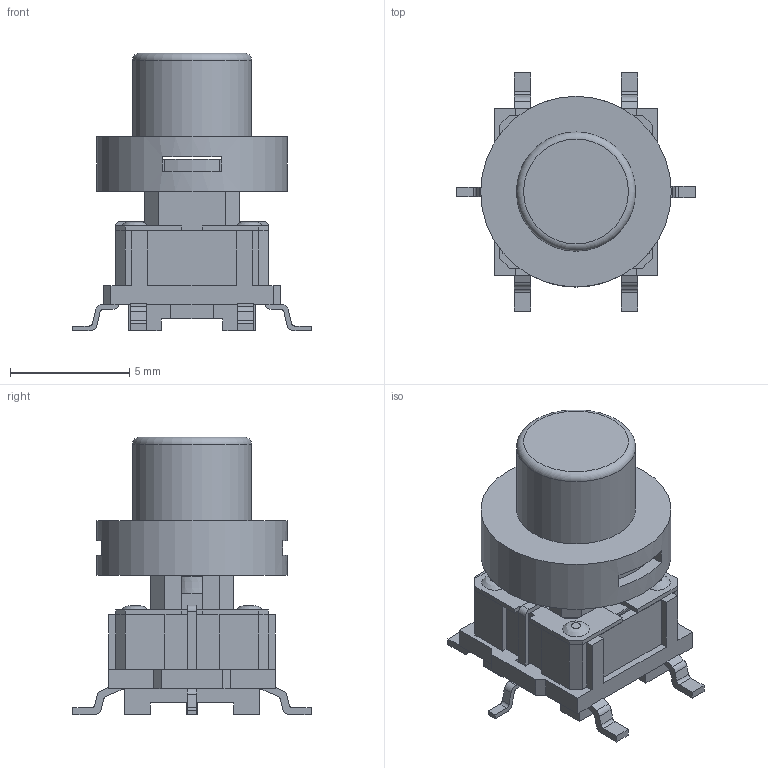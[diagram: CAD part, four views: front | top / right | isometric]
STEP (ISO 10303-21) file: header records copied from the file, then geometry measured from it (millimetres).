
FILE_DESCRIPTION(/* description */ (''),/* implementation_level */ '2;1');
FILE_NAME(/* name */ 'TL3265xQSCLR.stp',/* time_stamp */ '2024-01-02T09:42:36-06:00',/* author */ ('mwilliams'),/* organization */ (''),/* preprocessor_version */ 'ST-DEVELOPER v18.1',/* originating_system */ 'Autodesk Inventor 2022',/* authorisation */ '');
FILE_SCHEMA (('AUTOMOTIVE_DESIGN { 1 0 10303 214 3 1 1 }'));
Length unit declared in the file: inch
Products named in the file (1): Part11
Bounding box: 10 x 10 x 11.65 mm (x, y, z)
Volume: 287.9 mm3; surface area: 824.9 mm2
Topology: 10 solids, 10 shells, 335 faces, 911 edges, 606 vertices
Faces by surface type: plane 267, cylinder 54, cone 7, bspline 5, sphere 1, torus 1
Full cylindrical faces by diameter (mm): 0.8 x4, 0.9 x4, 3 x1, 5 x2, 8 x1
Entity records: 10672 total; most frequent: CARTESIAN_POINT 1994, ORIENTED_EDGE 1820, DIRECTION 1724, EDGE_CURVE 910, LINE 750, VECTOR 750, VERTEX_POINT 610, AXIS2_PLACEMENT_3D 487
